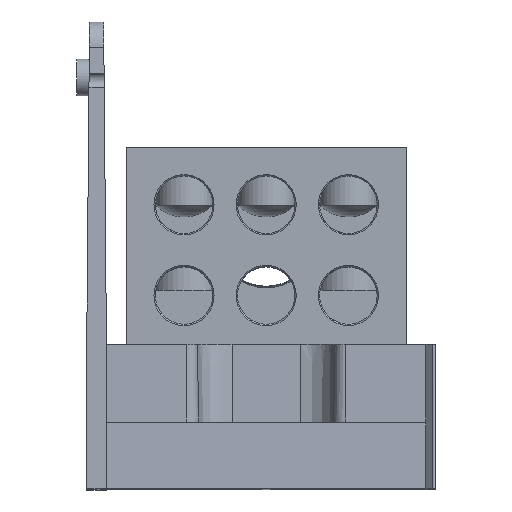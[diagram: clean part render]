
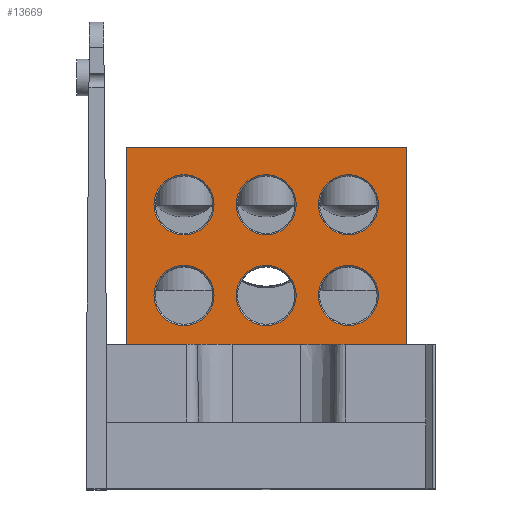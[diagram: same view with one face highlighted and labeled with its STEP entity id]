
A CAD part, top view. The second image highlights one B-rep face of the part: STEP entity #13669.
In plain terms, the highlighted planar face has unit normal (0, 0, 1).
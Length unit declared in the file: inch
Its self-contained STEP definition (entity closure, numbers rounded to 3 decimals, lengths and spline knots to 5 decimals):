
#69 = ORIENTED_EDGE ( 'NONE', *, *, #8531, .T. ) ;
#362 = DIRECTION ( 'NONE',  ( 0., 1., 0. ) ) ;
#430 = VERTEX_POINT ( 'NONE', #1328 ) ;
#477 = VECTOR ( 'NONE', #362, 39.37008 ) ;
#627 = CIRCLE ( 'NONE', #20019, 0.22875 ) ;
#733 = CARTESIAN_POINT ( 'NONE',  ( -0.625, 2.162, 1.5 ) ) ;
#884 = EDGE_CURVE ( 'NONE', #3010, #3811, #5696, .T. ) ;
#1050 = LINE ( 'NONE', #3453, #12535 ) ;
#1142 = VERTEX_POINT ( 'NONE', #7702 ) ;
#1258 = CARTESIAN_POINT ( 'NONE',  ( 0.39625, 1.472, 1.5 ) ) ;
#1271 = ORIENTED_EDGE ( 'NONE', *, *, #6217, .T. ) ;
#1328 = CARTESIAN_POINT ( 'NONE',  ( 0.39625, 2.162, 1.5 ) ) ;
#1416 = EDGE_LOOP ( 'NONE', ( #11822, #4378, #5603, #12116 ) ) ;
#1799 = LINE ( 'NONE', #13918, #14245 ) ;
#2275 = DIRECTION ( 'NONE',  ( 0., 0., -1. ) ) ;
#2285 = DIRECTION ( 'NONE',  ( -1., 0., 0. ) ) ;
#2433 = CARTESIAN_POINT ( 'NONE',  ( -1.065, 1.1, 1.5 ) ) ;
#2740 = EDGE_LOOP ( 'NONE', ( #12916 ) ) ;
#2950 = FACE_OUTER_BOUND ( 'NONE', #1416, .T. ) ;
#3010 = VERTEX_POINT ( 'NONE', #3362 ) ;
#3160 = VERTEX_POINT ( 'NONE', #5469 ) ;
#3362 = CARTESIAN_POINT ( 'NONE',  ( -1.065, 1.1, 1.5 ) ) ;
#3447 = FACE_BOUND ( 'NONE', #13494, .T. ) ;
#3448 = DIRECTION ( 'NONE',  ( 0., 0., -1. ) ) ;
#3453 = CARTESIAN_POINT ( 'NONE',  ( -1.065, 1.1, 1.5 ) ) ;
#3811 = VERTEX_POINT ( 'NONE', #13481 ) ;
#3898 = CIRCLE ( 'NONE', #14751, 0.22875 ) ;
#4037 = AXIS2_PLACEMENT_3D ( 'NONE', #13893, #4523, #15476 ) ;
#4378 = ORIENTED_EDGE ( 'NONE', *, *, #5440, .F. ) ;
#4486 = CARTESIAN_POINT ( 'NONE',  ( -0.22875, 2.162, 1.5 ) ) ;
#4523 = DIRECTION ( 'NONE',  ( 0., 0., -1. ) ) ;
#4572 = CARTESIAN_POINT ( 'NONE',  ( 1.065, 2.6, 1.5 ) ) ;
#5440 = EDGE_CURVE ( 'NONE', #3160, #12468, #1799, .T. ) ;
#5469 = CARTESIAN_POINT ( 'NONE',  ( -1.065, 2.6, 1.5 ) ) ;
#5603 = ORIENTED_EDGE ( 'NONE', *, *, #8440, .F. ) ;
#5696 = LINE ( 'NONE', #2433, #13058 ) ;
#6217 = EDGE_CURVE ( 'NONE', #13829, #13829, #10599, .T. ) ;
#6464 = CARTESIAN_POINT ( 'NONE',  ( 1.065, 1.1, 1.5 ) ) ;
#7100 = FACE_BOUND ( 'NONE', #2740, .T. ) ;
#7266 = CARTESIAN_POINT ( 'NONE',  ( -1.065, 1.1, 1.5 ) ) ;
#7462 = DIRECTION ( 'NONE',  ( 0., 0., -1. ) ) ;
#7702 = CARTESIAN_POINT ( 'NONE',  ( -0.22875, 1.472, 1.5 ) ) ;
#8089 = FACE_BOUND ( 'NONE', #19823, .T. ) ;
#8214 = CIRCLE ( 'NONE', #18461, 0.22875 ) ;
#8436 = CARTESIAN_POINT ( 'NONE',  ( 0.625, 2.162, 1.5 ) ) ;
#8440 = EDGE_CURVE ( 'NONE', #3010, #3160, #1050, .T. ) ;
#8531 = EDGE_CURVE ( 'NONE', #430, #430, #3898, .T. ) ;
#8878 = DIRECTION ( 'NONE',  ( -1., 0., 0. ) ) ;
#9058 = EDGE_LOOP ( 'NONE', ( #17070 ) ) ;
#9305 = ORIENTED_EDGE ( 'NONE', *, *, #13825, .T. ) ;
#9529 = CIRCLE ( 'NONE', #15212, 0.22875 ) ;
#10000 = EDGE_LOOP ( 'NONE', ( #69 ) ) ;
#10004 = DIRECTION ( 'NONE',  ( -1., 0., 0. ) ) ;
#10232 = DIRECTION ( 'NONE',  ( 1., 0., 0. ) ) ;
#10377 = PLANE ( 'NONE',  #19145 ) ;
#10419 = VERTEX_POINT ( 'NONE', #18567 ) ;
#10599 = CIRCLE ( 'NONE', #18280, 0.22875 ) ;
#10919 = VERTEX_POINT ( 'NONE', #4486 ) ;
#11293 = FACE_BOUND ( 'NONE', #18163, .T. ) ;
#11637 = CARTESIAN_POINT ( 'NONE',  ( 0.625, 1.472, 1.5 ) ) ;
#11643 = DIRECTION ( 'NONE',  ( 0., 0., -1. ) ) ;
#11822 = ORIENTED_EDGE ( 'NONE', *, *, #19342, .T. ) ;
#12116 = ORIENTED_EDGE ( 'NONE', *, *, #884, .T. ) ;
#12424 = LINE ( 'NONE', #6464, #477 ) ;
#12468 = VERTEX_POINT ( 'NONE', #4572 ) ;
#12535 = VECTOR ( 'NONE', #17518, 39.37008 ) ;
#12840 = CARTESIAN_POINT ( 'NONE',  ( -0.625, 1.472, 1.5 ) ) ;
#12916 = ORIENTED_EDGE ( 'NONE', *, *, #17560, .T. ) ;
#13058 = VECTOR ( 'NONE', #10232, 39.37008 ) ;
#13191 = DIRECTION ( 'NONE',  ( -1., 0., 0. ) ) ;
#13481 = CARTESIAN_POINT ( 'NONE',  ( 1.065, 1.1, 1.5 ) ) ;
#13494 = EDGE_LOOP ( 'NONE', ( #19792 ) ) ;
#13586 = VERTEX_POINT ( 'NONE', #15498 ) ;
#13669 = ADVANCED_FACE ( 'NONE', ( #15903, #11293, #15422, #3447, #7100, #8089, #2950 ), #10377, .F. ) ;
#13825 = EDGE_CURVE ( 'NONE', #10919, #10919, #18352, .T. ) ;
#13829 = VERTEX_POINT ( 'NONE', #1258 ) ;
#13893 = CARTESIAN_POINT ( 'NONE',  ( 0., 2.162, 1.5 ) ) ;
#13918 = CARTESIAN_POINT ( 'NONE',  ( -1.065, 2.6, 1.5 ) ) ;
#14062 = EDGE_CURVE ( 'NONE', #10419, #10419, #9529, .T. ) ;
#14245 = VECTOR ( 'NONE', #15504, 39.37008 ) ;
#14387 = DIRECTION ( 'NONE',  ( -1., 0., 0. ) ) ;
#14751 = AXIS2_PLACEMENT_3D ( 'NONE', #8436, #19358, #10004 ) ;
#15212 = AXIS2_PLACEMENT_3D ( 'NONE', #12840, #3448, #14387 ) ;
#15422 = FACE_BOUND ( 'NONE', #10000, .T. ) ;
#15476 = DIRECTION ( 'NONE',  ( -1., 0., 0. ) ) ;
#15498 = CARTESIAN_POINT ( 'NONE',  ( -0.85375, 2.162, 1.5 ) ) ;
#15504 = DIRECTION ( 'NONE',  ( 1., 0., 0. ) ) ;
#15903 = FACE_BOUND ( 'NONE', #9058, .T. ) ;
#16822 = CARTESIAN_POINT ( 'NONE',  ( 0., 1.472, 1.5 ) ) ;
#16861 = EDGE_CURVE ( 'NONE', #13586, #13586, #8214, .T. ) ;
#17070 = ORIENTED_EDGE ( 'NONE', *, *, #16861, .T. ) ;
#17518 = DIRECTION ( 'NONE',  ( 0., 1., 0. ) ) ;
#17560 = EDGE_CURVE ( 'NONE', #1142, #1142, #627, .T. ) ;
#18163 = EDGE_LOOP ( 'NONE', ( #9305 ) ) ;
#18220 = DIRECTION ( 'NONE',  ( 0., 0., -1. ) ) ;
#18280 = AXIS2_PLACEMENT_3D ( 'NONE', #11637, #2275, #13191 ) ;
#18352 = CIRCLE ( 'NONE', #4037, 0.22875 ) ;
#18407 = DIRECTION ( 'NONE',  ( -1., 0., 0. ) ) ;
#18461 = AXIS2_PLACEMENT_3D ( 'NONE', #733, #11643, #2285 ) ;
#18567 = CARTESIAN_POINT ( 'NONE',  ( -0.85375, 1.472, 1.5 ) ) ;
#19145 = AXIS2_PLACEMENT_3D ( 'NONE', #7266, #18220, #8878 ) ;
#19342 = EDGE_CURVE ( 'NONE', #3811, #12468, #12424, .T. ) ;
#19358 = DIRECTION ( 'NONE',  ( 0., 0., -1. ) ) ;
#19792 = ORIENTED_EDGE ( 'NONE', *, *, #14062, .T. ) ;
#19823 = EDGE_LOOP ( 'NONE', ( #1271 ) ) ;
#20019 = AXIS2_PLACEMENT_3D ( 'NONE', #16822, #7462, #18407 ) ;
